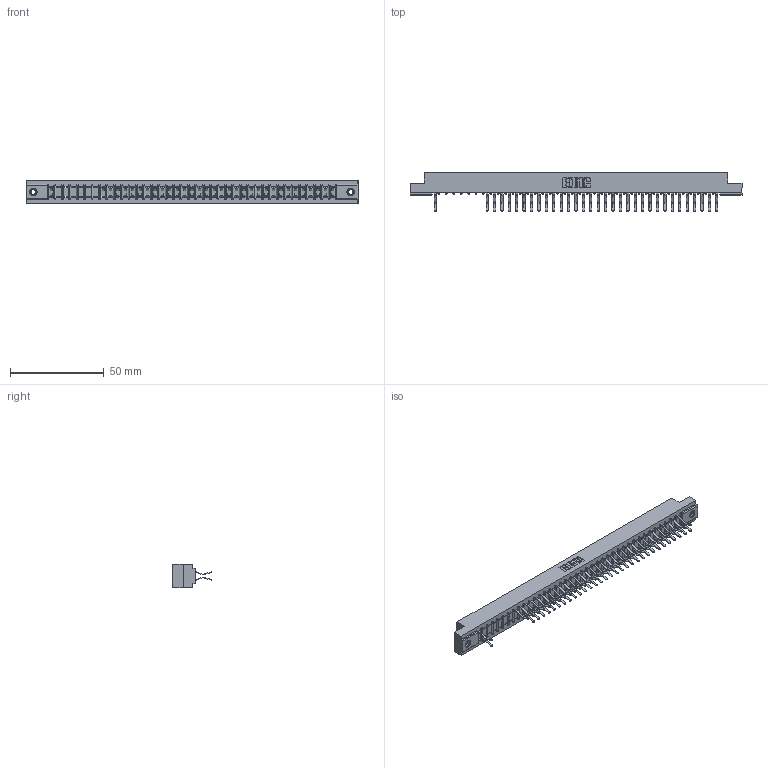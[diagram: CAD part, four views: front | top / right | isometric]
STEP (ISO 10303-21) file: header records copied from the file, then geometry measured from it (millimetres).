
FILE_DESCRIPTION (( 'STEP AP203' ), '1' );
FILE_NAME ('307-078-560-207.STEP', '2018-08-06T18:09:13', ( '' ), ( '' ), 'SwSTEP 2.0', 'SolidWorks 2016', '' );
FILE_SCHEMA (( 'CONFIG_CONTROL_DESIGN' ));
Length unit declared in the file: inch
Products named in the file (4): 307-290-001_560; 345-250-001_345-250-005-103; 307-078-560-207; 307 Part_.156 Dia Mounting Holes
Assembly tree (68 placements, depth 2):
  307-078-560-207
    307 Part_.156 Dia Mounting Holes
    307-290-001_560  x65
    345-250-001_345-250-005-103  x2
Bounding box: 177.55 x 20.73 x 12.7 mm (x, y, z)
Volume: 18757.8 mm3; surface area: 22254.9 mm2
Topology: 68 solids, 68 shells, 3598 faces, 10105 edges, 6534 vertices
Faces by surface type: plane 2325, cylinder 1177, sphere 80, cone 12, torus 4
Entity records: 35925 total; most frequent: CARTESIAN_POINT 5917, ORIENTED_EDGE 5870, DIRECTION 5793, EDGE_CURVE 2935, VECTOR 2249, LINE 2249, VERTEX_POINT 1896, AXIS2_PLACEMENT_3D 1772
